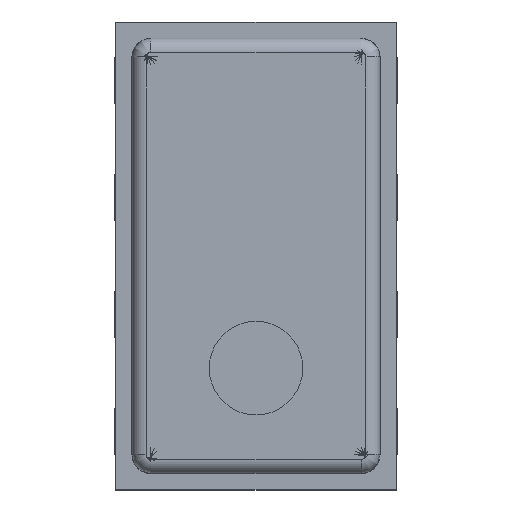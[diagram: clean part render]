
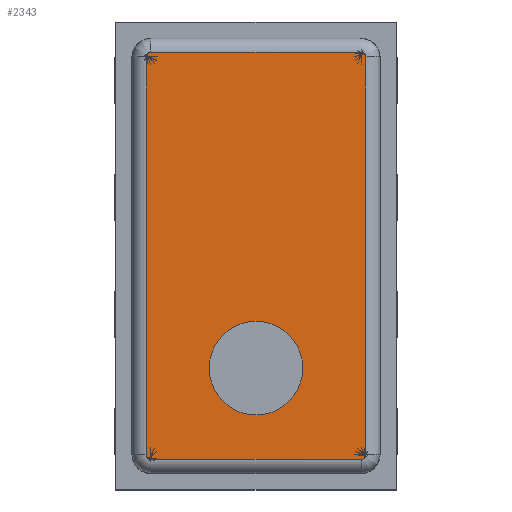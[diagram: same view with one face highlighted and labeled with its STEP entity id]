
A CAD part, top view. The second image highlights one B-rep face of the part: STEP entity #2343.
In plain terms, the highlighted planar face has unit normal (0, 0, 1).
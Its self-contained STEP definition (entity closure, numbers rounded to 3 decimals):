
#2116 = VERTEX_POINT('',#2117);
#2117 = CARTESIAN_POINT('',(1.175,2.125,1.2));
#2124 = EDGE_CURVE('',#2116,#2125,#2127,.T.);
#2125 = VERTEX_POINT('',#2126);
#2126 = CARTESIAN_POINT('',(1.175,-2.125,1.2));
#2127 = LINE('',#2128,#2129);
#2128 = CARTESIAN_POINT('',(1.175,2.125,1.2));
#2129 = VECTOR('',#2130,1.);
#2130 = DIRECTION('',(-0.,-1.,-0.));
#2149 = VERTEX_POINT('',#2150);
#2150 = CARTESIAN_POINT('',(1.125,2.175,1.2));
#2159 = EDGE_CURVE('',#2149,#2116,#2160,.T.);
#2160 = CIRCLE('',#2161,0.05);
#2161 = AXIS2_PLACEMENT_3D('',#2162,#2163,#2164);
#2162 = CARTESIAN_POINT('',(1.125,2.125,1.2));
#2163 = DIRECTION('',(0.,0.,-1.));
#2164 = DIRECTION('',(0.,1.,0.));
#2182 = VERTEX_POINT('',#2183);
#2183 = CARTESIAN_POINT('',(-1.125,2.175,1.2));
#2190 = EDGE_CURVE('',#2182,#2149,#2191,.T.);
#2191 = LINE('',#2192,#2193);
#2192 = CARTESIAN_POINT('',(-1.125,2.175,1.2));
#2193 = VECTOR('',#2194,1.);
#2194 = DIRECTION('',(1.,0.,0.));
#2207 = VERTEX_POINT('',#2208);
#2208 = CARTESIAN_POINT('',(-1.175,2.125,1.2));
#2217 = EDGE_CURVE('',#2207,#2182,#2218,.T.);
#2218 = CIRCLE('',#2219,0.05);
#2219 = AXIS2_PLACEMENT_3D('',#2220,#2221,#2222);
#2220 = CARTESIAN_POINT('',(-1.125,2.125,1.2));
#2221 = DIRECTION('',(0.,0.,-1.));
#2222 = DIRECTION('',(-1.,0.,0.));
#2240 = VERTEX_POINT('',#2241);
#2241 = CARTESIAN_POINT('',(-1.175,-2.125,1.2));
#2248 = EDGE_CURVE('',#2240,#2207,#2249,.T.);
#2249 = LINE('',#2250,#2251);
#2250 = CARTESIAN_POINT('',(-1.175,-2.125,1.2));
#2251 = VECTOR('',#2252,1.);
#2252 = DIRECTION('',(0.,1.,0.));
#2265 = VERTEX_POINT('',#2266);
#2266 = CARTESIAN_POINT('',(-1.125,-2.175,1.2));
#2275 = EDGE_CURVE('',#2265,#2240,#2276,.T.);
#2276 = CIRCLE('',#2277,0.05);
#2277 = AXIS2_PLACEMENT_3D('',#2278,#2279,#2280);
#2278 = CARTESIAN_POINT('',(-1.125,-2.125,1.2));
#2279 = DIRECTION('',(-0.,-0.,-1.));
#2280 = DIRECTION('',(0.,-1.,0.));
#2298 = VERTEX_POINT('',#2299);
#2299 = CARTESIAN_POINT('',(1.125,-2.175,1.2));
#2306 = EDGE_CURVE('',#2298,#2265,#2307,.T.);
#2307 = LINE('',#2308,#2309);
#2308 = CARTESIAN_POINT('',(1.125,-2.175,1.2));
#2309 = VECTOR('',#2310,1.);
#2310 = DIRECTION('',(-1.,-0.,-0.));
#2325 = EDGE_CURVE('',#2125,#2298,#2326,.T.);
#2326 = CIRCLE('',#2327,0.05);
#2327 = AXIS2_PLACEMENT_3D('',#2328,#2329,#2330);
#2328 = CARTESIAN_POINT('',(1.125,-2.125,1.2));
#2329 = DIRECTION('',(0.,0.,-1.));
#2330 = DIRECTION('',(1.,0.,0.));
#2343 = ADVANCED_FACE('',(#2344,#2354),#2365,.T.);
#2344 = FACE_BOUND('',#2345,.T.);
#2345 = EDGE_LOOP('',(#2346,#2347,#2348,#2349,#2350,#2351,#2352,#2353));
#2346 = ORIENTED_EDGE('',*,*,#2248,.F.);
#2347 = ORIENTED_EDGE('',*,*,#2275,.F.);
#2348 = ORIENTED_EDGE('',*,*,#2306,.F.);
#2349 = ORIENTED_EDGE('',*,*,#2325,.F.);
#2350 = ORIENTED_EDGE('',*,*,#2124,.F.);
#2351 = ORIENTED_EDGE('',*,*,#2159,.F.);
#2352 = ORIENTED_EDGE('',*,*,#2190,.F.);
#2353 = ORIENTED_EDGE('',*,*,#2217,.F.);
#2354 = FACE_BOUND('',#2355,.T.);
#2355 = EDGE_LOOP('',(#2356));
#2356 = ORIENTED_EDGE('',*,*,#2357,.F.);
#2357 = EDGE_CURVE('',#2358,#2358,#2360,.T.);
#2358 = VERTEX_POINT('',#2359);
#2359 = CARTESIAN_POINT('',(0.5,-1.2,1.2));
#2360 = CIRCLE('',#2361,0.5);
#2361 = AXIS2_PLACEMENT_3D('',#2362,#2363,#2364);
#2362 = CARTESIAN_POINT('',(0.,-1.2,1.2));
#2363 = DIRECTION('',(0.,0.,1.));
#2364 = DIRECTION('',(1.,0.,0.));
#2365 = PLANE('',#2366);
#2366 = AXIS2_PLACEMENT_3D('',#2367,#2368,#2369);
#2367 = CARTESIAN_POINT('',(-1.325,-2.325,1.2));
#2368 = DIRECTION('',(0.,0.,1.));
#2369 = DIRECTION('',(1.,0.,0.));
